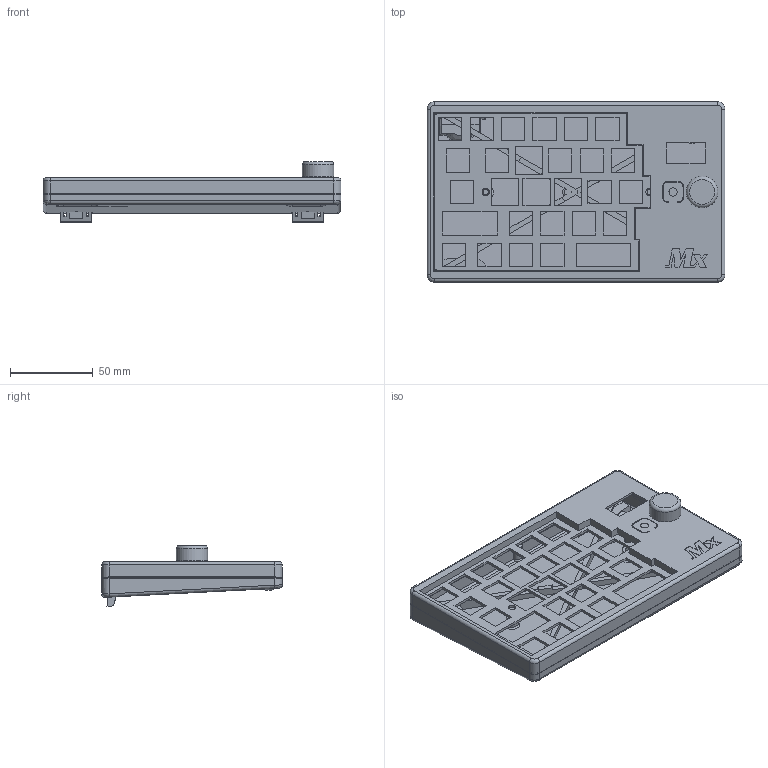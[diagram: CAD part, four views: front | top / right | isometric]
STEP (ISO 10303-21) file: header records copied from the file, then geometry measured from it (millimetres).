
FILE_DESCRIPTION(/* description */ (''),/* implementation_level */ '2;1');
FILE_NAME(/* name */ 'Assy.step',/* time_stamp */ '2024-11-24T14:42:29+09:00',/* author */ (''),/* organization */ (''),/* preprocessor_version */ 'ST-DEVELOPER v20',/* originating_system */ 'Autodesk Translation Framework v13.20.0.188',/* authorisation */ '');
FILE_SCHEMA (('AUTOMOTIVE_DESIGN { 1 0 10303 214 3 1 1 }'));
Length unit declared in the file: millimetre
Products named in the file (1): Case1.1
Bounding box: 180 x 109 x 36.83 mm (x, y, z)
Volume: 97829.8 mm3; surface area: 99322.7 mm2
Topology: 8 solids, 11 shells, 1079 faces, 2974 edges, 1955 vertices
Faces by surface type: plane 668, cylinder 235, bspline 156, torus 16, sphere 4
Full cylindrical faces by diameter (mm): 2.7 x4, 3 x8, 3.2 x8, 4.5 x5, 5 x1, 7 x4, 16 x1, 17 x1, 19 x1
Entity records: 36847 total; most frequent: CARTESIAN_POINT 9942, ORIENTED_EDGE 5948, DIRECTION 4961, EDGE_CURVE 2974, LINE 2051, VECTOR 2051, VERTEX_POINT 1955, AXIS2_PLACEMENT_3D 1455
